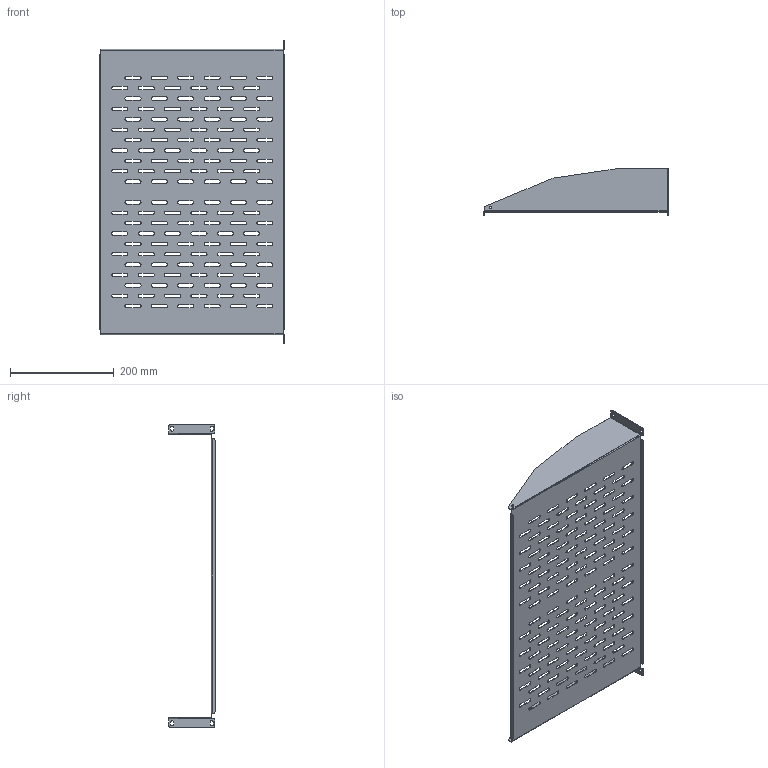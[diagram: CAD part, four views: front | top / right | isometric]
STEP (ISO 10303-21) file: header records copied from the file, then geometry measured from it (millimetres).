
FILE_DESCRIPTION (( 'STEP AP214' ), '1' );
FILE_NAME ('LC23INCSH2U-14_3D.step', '2024-04-04T23:18:56', ( '' ), ( '' ), 'SwSTEP 2.0', 'SolidWorks 2022', '' );
FILE_SCHEMA (( 'AUTOMOTIVE_DESIGN' ));
Length unit declared in the file: millimetre
Products named in the file (1): LC23INCSH2U-14_3D
Bounding box: 355.6 x 88.9 x 584.2 mm (x, y, z)
Volume: 331892.3 mm3; surface area: 459673.4 mm2
Topology: 1 solids, 1 shells, 636 faces, 1854 edges, 1220 vertices
Faces by surface type: plane 334, cylinder 302
Entity records: 21704 total; most frequent: DIRECTION 3732, CARTESIAN_POINT 3711, ORIENTED_EDGE 3708, EDGE_CURVE 1854, LINE 1250, VECTOR 1250, AXIS2_PLACEMENT_3D 1241, VERTEX_POINT 1220
